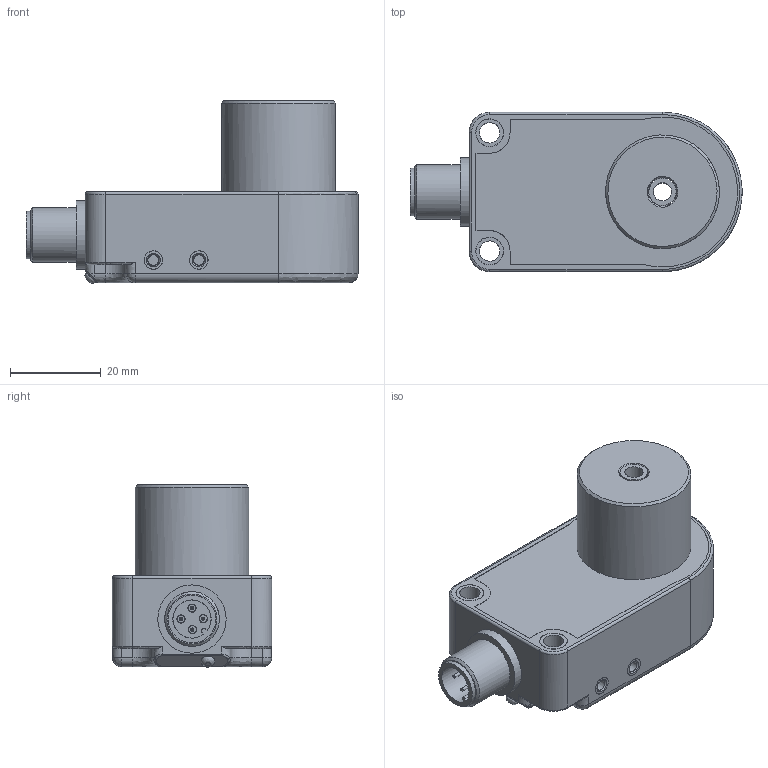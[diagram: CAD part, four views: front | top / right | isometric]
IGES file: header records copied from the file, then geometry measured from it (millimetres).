
Global section: file name: IRDB 4 XSOK-IBS ; native system: Autodesk Inventor 2024; preprocessor: unknown; author: sa; organization: di-soric GmbH & Co. KG; date: 20240219.095505; units: millimetre
Bounding box: 72.98 x 35 x 40.08 mm (x, y, z)
Volume: 47811.6 mm3; surface area: 14691.5 mm2
Topology: 8 solids, 9 shells, 334 faces, 944 edges, 629 vertices
Faces by surface type: bspline 334
